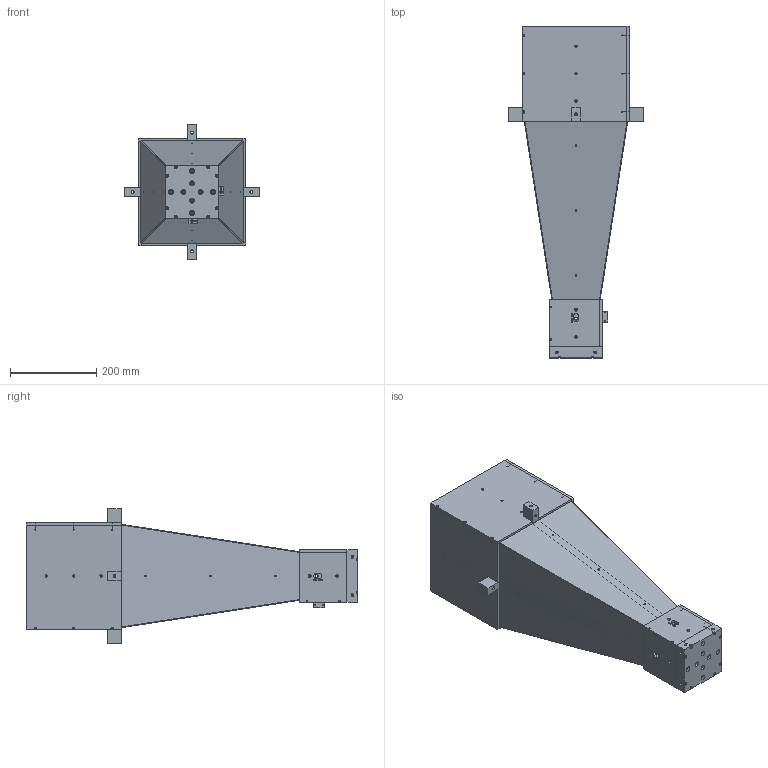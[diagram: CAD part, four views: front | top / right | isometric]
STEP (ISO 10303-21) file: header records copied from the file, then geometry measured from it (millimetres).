
FILE_DESCRIPTION (( 'STEP AP214' ), '1' );
FILE_NAME ('OMT_assem.STEP', '2017-05-05T14:46:06', ( '' ), ( '' ), 'SwSTEP 2.0', 'SolidWorks 2016', '' );
FILE_SCHEMA (( 'AUTOMOTIVE_DESIGN' ));
Length unit declared in the file: inch
Products named in the file (10): wall_middle; bottom_plate; OMT_assem; coax_clamp_assem; coax_clamp_base; coax_clamp_top; wall_top; ridge_x; wall_bottom; ridge_y
Assembly tree (21 placements, depth 3):
  OMT_assem
    ridge_x  x2
    ridge_y  x2
    wall_bottom  x4
    wall_top  x4
    wall_middle  x4
    bottom_plate
    coax_clamp_assem  x2
      coax_clamp_base
      coax_clamp_top
Bounding box: 312.29 x 768.4 x 312.29 mm (x, y, z)
Volume: 5423362.5 mm3; surface area: 1654705 mm2
Topology: 21 solids, 21 shells, 1322 faces, 3208 edges, 1932 vertices
Faces by surface type: cylinder 688, plane 406, cone 228
Entity records: 18625 total; most frequent: DIRECTION 3315, CARTESIAN_POINT 3303, ORIENTED_EDGE 2862, EDGE_CURVE 1431, AXIS2_PLACEMENT_3D 1293, VERTEX_POINT 921, EDGE_LOOP 818, LINE 729
